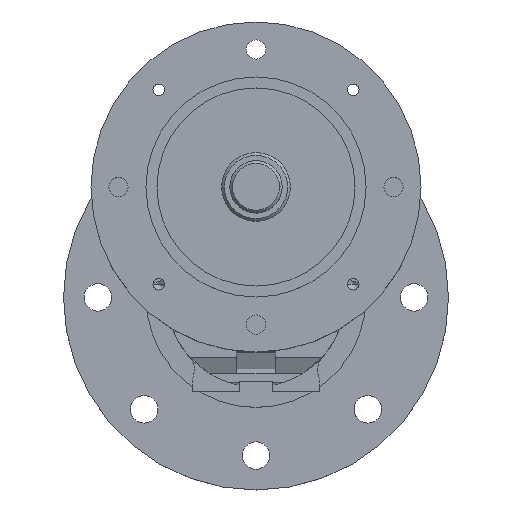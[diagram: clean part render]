
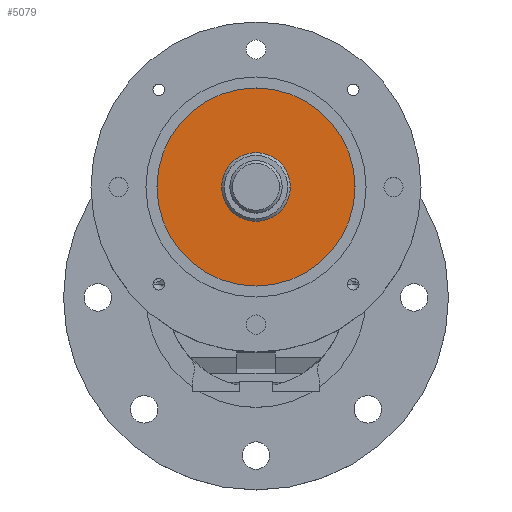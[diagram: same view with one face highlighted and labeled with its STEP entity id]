
A CAD part, top view. The second image highlights one B-rep face of the part: STEP entity #5079.
In plain terms, the highlighted planar face has unit normal (0, 0, 1).
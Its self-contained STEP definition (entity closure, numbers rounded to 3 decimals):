
#294 = CARTESIAN_POINT ( 'NONE',  ( 12.5, 0., -2. ) ) ;
#406 = AXIS2_PLACEMENT_3D ( 'NONE', #2437, #9099, #3386 ) ;
#410 = ORIENTED_EDGE ( 'NONE', *, *, #6046, .T. ) ;
#413 = DIRECTION ( 'NONE',  ( 0., 0., -1. ) ) ;
#1279 = CIRCLE ( 'NONE', #3579, 36. ) ;
#1575 = VERTEX_POINT ( 'NONE', #294 ) ;
#2031 = CARTESIAN_POINT ( 'NONE',  ( 36., 0., -2. ) ) ;
#2213 = DIRECTION ( 'NONE',  ( 0., 0., -1. ) ) ;
#2437 = CARTESIAN_POINT ( 'NONE',  ( 0., 0., -2. ) ) ;
#2746 = EDGE_CURVE ( 'NONE', #10701, #10604, #5439, .T. ) ;
#2815 = CARTESIAN_POINT ( 'NONE',  ( -36., 0., -2. ) ) ;
#2865 = DIRECTION ( 'NONE',  ( 0., 0., -1. ) ) ;
#3386 = DIRECTION ( 'NONE',  ( -1., 0., 0. ) ) ;
#3579 = AXIS2_PLACEMENT_3D ( 'NONE', #11194, #5447, #12199 ) ;
#4462 = EDGE_CURVE ( 'NONE', #12104, #1575, #5082, .T. ) ;
#5079 = ADVANCED_FACE ( 'NONE', ( #9284, #8975 ), #11972, .F. ) ;
#5082 = CIRCLE ( 'NONE', #9661, 12.5 ) ;
#5197 = ORIENTED_EDGE ( 'NONE', *, *, #4462, .T. ) ;
#5439 = CIRCLE ( 'NONE', #6797, 36. ) ;
#5447 = DIRECTION ( 'NONE',  ( 0., 0., -1. ) ) ;
#5940 = CARTESIAN_POINT ( 'NONE',  ( -12.5, 0., -2. ) ) ;
#6046 = EDGE_CURVE ( 'NONE', #1575, #12104, #11511, .T. ) ;
#6078 = CARTESIAN_POINT ( 'NONE',  ( 0., 0., -2. ) ) ;
#6797 = AXIS2_PLACEMENT_3D ( 'NONE', #6078, #413, #7054 ) ;
#7054 = DIRECTION ( 'NONE',  ( -1., 0., 0. ) ) ;
#7341 = EDGE_CURVE ( 'NONE', #10604, #10701, #1279, .T. ) ;
#7705 = EDGE_LOOP ( 'NONE', ( #12226, #10745 ) ) ;
#7890 = CARTESIAN_POINT ( 'NONE',  ( 0., 0., -2. ) ) ;
#8559 = CARTESIAN_POINT ( 'NONE',  ( 0., 0., -2. ) ) ;
#8868 = DIRECTION ( 'NONE',  ( -1., 0., 0. ) ) ;
#8975 = FACE_OUTER_BOUND ( 'NONE', #7705, .T. ) ;
#9099 = DIRECTION ( 'NONE',  ( 0., 0., -1. ) ) ;
#9267 = AXIS2_PLACEMENT_3D ( 'NONE', #8559, #2865, #9557 ) ;
#9284 = FACE_BOUND ( 'NONE', #11640, .T. ) ;
#9557 = DIRECTION ( 'NONE',  ( -1., 0., 0. ) ) ;
#9661 = AXIS2_PLACEMENT_3D ( 'NONE', #7890, #2213, #8868 ) ;
#10604 = VERTEX_POINT ( 'NONE', #2815 ) ;
#10701 = VERTEX_POINT ( 'NONE', #2031 ) ;
#10745 = ORIENTED_EDGE ( 'NONE', *, *, #7341, .F. ) ;
#11194 = CARTESIAN_POINT ( 'NONE',  ( 0., 0., -2. ) ) ;
#11511 = CIRCLE ( 'NONE', #9267, 12.5 ) ;
#11640 = EDGE_LOOP ( 'NONE', ( #410, #5197 ) ) ;
#11972 = PLANE ( 'NONE',  #406 ) ;
#12104 = VERTEX_POINT ( 'NONE', #5940 ) ;
#12199 = DIRECTION ( 'NONE',  ( -1., 0., 0. ) ) ;
#12226 = ORIENTED_EDGE ( 'NONE', *, *, #2746, .F. ) ;
